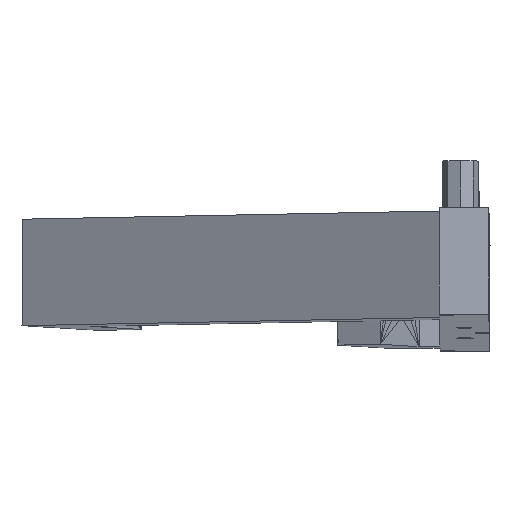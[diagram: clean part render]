
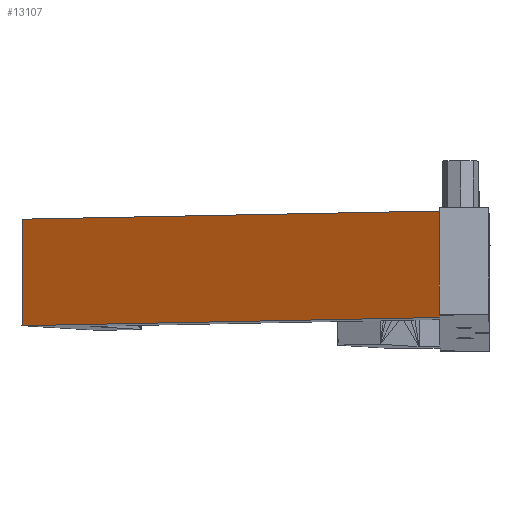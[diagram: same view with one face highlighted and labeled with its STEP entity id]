
A CAD part, left-side view. The second image highlights one B-rep face of the part: STEP entity #13107.
In plain terms, the highlighted planar face has unit normal (-0.865, 0.501, 0.031).
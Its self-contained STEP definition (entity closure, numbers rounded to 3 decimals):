
#915 = PLANE('',#916);
#916 = AXIS2_PLACEMENT_3D('',#917,#918,#919);
#917 = CARTESIAN_POINT('',(-42.314,30.634,
    9.026));
#918 = DIRECTION('',(0.035,-0.001,
    0.999));
#919 = DIRECTION('',(0.999,0.,
    -0.035));
#952 = VERTEX_POINT('',#953);
#953 = CARTESIAN_POINT('',(-60.838,7.06,9.661
    ));
#962 = PLANE('',#963);
#963 = AXIS2_PLACEMENT_3D('',#964,#965,#966);
#964 = CARTESIAN_POINT('',(-64.277,7.069,2.278
    ));
#965 = DIRECTION('',(-0.001,-1.,
    -0.001));
#966 = DIRECTION('',(-1.,0.001,
    0.));
#981 = EDGE_CURVE('',#952,#982,#984,.T.);
#982 = VERTEX_POINT('',#983);
#983 = CARTESIAN_POINT('',(-61.368,7.072,
    -5.33));
#984 = SURFACE_CURVE('',#985,(#989,#996),.PCURVE_S1.);
#985 = LINE('',#986,#987);
#986 = CARTESIAN_POINT('',(-60.838,7.06,9.661
    ));
#987 = VECTOR('',#988,1.);
#988 = DIRECTION('',(-0.035,0.001,
    -0.999));
#989 = PCURVE('',#962,#990);
#990 = DEFINITIONAL_REPRESENTATION('',(#991),#995);
#991 = LINE('',#992,#993);
#992 = CARTESIAN_POINT('',(-3.438,-7.383));
#993 = VECTOR('',#994,1.);
#994 = DIRECTION('',(0.035,0.999));
#995 = ( GEOMETRIC_REPRESENTATION_CONTEXT(2) 
PARAMETRIC_REPRESENTATION_CONTEXT() REPRESENTATION_CONTEXT('2D SPACE',''
  ) );
#996 = PCURVE('',#997,#1002);
#997 = PLANE('',#998);
#998 = AXIS2_PLACEMENT_3D('',#999,#1000,#1001);
#999 = CARTESIAN_POINT('',(-44.116,36.432,
    1.59));
#1000 = DIRECTION('',(-0.865,0.501,0.031
    ));
#1001 = DIRECTION('',(-0.501,-0.865,0.));
#1002 = DEFINITIONAL_REPRESENTATION('',(#1003),#1007);
#1003 = LINE('',#1004,#1005);
#1004 = CARTESIAN_POINT('',(33.798,8.075));
#1005 = VECTOR('',#1006,1.);
#1006 = DIRECTION('',(0.017,-1.));
#1007 = ( GEOMETRIC_REPRESENTATION_CONTEXT(2) 
PARAMETRIC_REPRESENTATION_CONTEXT() REPRESENTATION_CONTEXT('2D SPACE',''
  ) );
#1025 = PLANE('',#1026);
#1026 = AXIS2_PLACEMENT_3D('',#1027,#1028,#1029);
#1027 = CARTESIAN_POINT('',(-7.084,16.09,
    -7.241));
#1028 = DIRECTION('',(-0.035,0.001,
    -0.999));
#1029 = DIRECTION('',(-0.999,0.,0.035));
#1118 = EDGE_CURVE('',#982,#1119,#1121,.T.);
#1119 = VERTEX_POINT('',#1120);
#1120 = CARTESIAN_POINT('',(-27.394,65.804,
    -6.482));
#1121 = SURFACE_CURVE('',#1122,(#1126,#1133),.PCURVE_S1.);
#1122 = LINE('',#1123,#1124);
#1123 = CARTESIAN_POINT('',(-61.368,7.072,
    -5.33));
#1124 = VECTOR('',#1125,1.);
#1125 = DIRECTION('',(0.501,0.865,-0.017
    ));
#1126 = PCURVE('',#1025,#1127);
#1127 = DEFINITIONAL_REPRESENTATION('',(#1128),#1132);
#1128 = LINE('',#1129,#1130);
#1129 = CARTESIAN_POINT('',(54.317,-9.018));
#1130 = VECTOR('',#1131,1.);
#1131 = DIRECTION('',(-0.501,0.865));
#1132 = ( GEOMETRIC_REPRESENTATION_CONTEXT(2) 
PARAMETRIC_REPRESENTATION_CONTEXT() REPRESENTATION_CONTEXT('2D SPACE',''
  ) );
#1133 = PCURVE('',#997,#1134);
#1134 = DEFINITIONAL_REPRESENTATION('',(#1135),#1139);
#1135 = LINE('',#1136,#1137);
#1136 = CARTESIAN_POINT('',(34.053,-6.923));
#1137 = VECTOR('',#1138,1.);
#1138 = DIRECTION('',(-1.,-0.017));
#1139 = ( GEOMETRIC_REPRESENTATION_CONTEXT(2) 
PARAMETRIC_REPRESENTATION_CONTEXT() REPRESENTATION_CONTEXT('2D SPACE',''
  ) );
#1157 = PLANE('',#1158);
#1158 = AXIS2_PLACEMENT_3D('',#1159,#1160,#1161);
#1159 = CARTESIAN_POINT('',(-24.102,64.045,
    0.905));
#1160 = DIRECTION('',(0.501,0.865,-0.017
    ));
#1161 = DIRECTION('',(0.866,-0.501,0.
    ));
#10890 = VERTEX_POINT('',#10891);
#10891 = CARTESIAN_POINT('',(-26.864,65.792,
    8.509));
#10912 = EDGE_CURVE('',#10890,#952,#10913,.T.);
#10913 = SURFACE_CURVE('',#10914,(#10918,#10925),.PCURVE_S1.);
#10914 = LINE('',#10915,#10916);
#10915 = CARTESIAN_POINT('',(-26.864,65.792,
    8.509));
#10916 = VECTOR('',#10917,1.);
#10917 = DIRECTION('',(-0.501,-0.865,
    0.017));
#10918 = PCURVE('',#915,#10919);
#10919 = DEFINITIONAL_REPRESENTATION('',(#10920),#10924);
#10920 = LINE('',#10921,#10922);
#10921 = CARTESIAN_POINT('',(15.459,35.158));
#10922 = VECTOR('',#10923,1.);
#10923 = DIRECTION('',(-0.501,-0.865));
#10924 = ( GEOMETRIC_REPRESENTATION_CONTEXT(2) 
PARAMETRIC_REPRESENTATION_CONTEXT() REPRESENTATION_CONTEXT('2D SPACE',''
  ) );
#10925 = PCURVE('',#997,#10926);
#10926 = DEFINITIONAL_REPRESENTATION('',(#10927),#10931);
#10927 = LINE('',#10928,#10929);
#10928 = CARTESIAN_POINT('',(-34.053,6.923));
#10929 = VECTOR('',#10930,1.);
#10930 = DIRECTION('',(1.,0.017));
#10931 = ( GEOMETRIC_REPRESENTATION_CONTEXT(2) 
PARAMETRIC_REPRESENTATION_CONTEXT() REPRESENTATION_CONTEXT('2D SPACE',''
  ) );
#13107 = ADVANCED_FACE('',(#13108),#997,.T.);
#13108 = FACE_BOUND('',#13109,.T.);
#13109 = EDGE_LOOP('',(#13110,#13131,#13132,#13133));
#13110 = ORIENTED_EDGE('',*,*,#13111,.T.);
#13111 = EDGE_CURVE('',#10890,#1119,#13112,.T.);
#13112 = SURFACE_CURVE('',#13113,(#13117,#13124),.PCURVE_S1.);
#13113 = LINE('',#13114,#13115);
#13114 = CARTESIAN_POINT('',(-26.864,65.792,
    8.509));
#13115 = VECTOR('',#13116,1.);
#13116 = DIRECTION('',(-0.035,0.001,
    -0.999));
#13117 = PCURVE('',#997,#13118);
#13118 = DEFINITIONAL_REPRESENTATION('',(#13119),#13123);
#13119 = LINE('',#13120,#13121);
#13120 = CARTESIAN_POINT('',(-34.053,6.923));
#13121 = VECTOR('',#13122,1.);
#13122 = DIRECTION('',(0.017,-1.));
#13123 = ( GEOMETRIC_REPRESENTATION_CONTEXT(2) 
PARAMETRIC_REPRESENTATION_CONTEXT() REPRESENTATION_CONTEXT('2D SPACE',''
  ) );
#13124 = PCURVE('',#1157,#13125);
#13125 = DEFINITIONAL_REPRESENTATION('',(#13126),#13130);
#13126 = LINE('',#13127,#13128);
#13127 = CARTESIAN_POINT('',(-3.266,-7.605));
#13128 = VECTOR('',#13129,1.);
#13129 = DIRECTION('',(-0.031,1.));
#13130 = ( GEOMETRIC_REPRESENTATION_CONTEXT(2) 
PARAMETRIC_REPRESENTATION_CONTEXT() REPRESENTATION_CONTEXT('2D SPACE',''
  ) );
#13131 = ORIENTED_EDGE('',*,*,#1118,.F.);
#13132 = ORIENTED_EDGE('',*,*,#981,.F.);
#13133 = ORIENTED_EDGE('',*,*,#10912,.F.);
